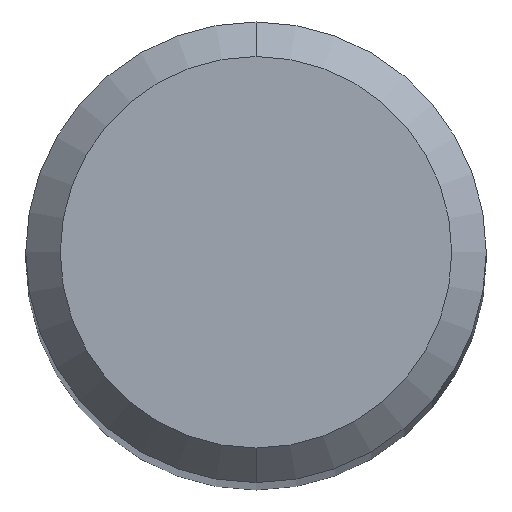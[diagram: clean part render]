
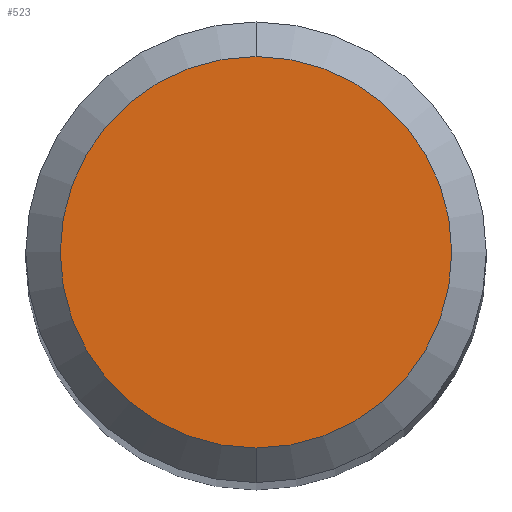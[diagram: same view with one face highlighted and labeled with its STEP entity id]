
A CAD part, top view. The second image highlights one B-rep face of the part: STEP entity #523.
In plain terms, the highlighted planar face has unit normal (0, 0, 1).
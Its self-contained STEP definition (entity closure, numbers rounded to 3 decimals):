
#369=EDGE_CURVE('',#589,#465,#1025,.T.);
#465=VERTEX_POINT('',#1129);
#523=ADVANCED_FACE('',(#1194),#1195,.T.);
#553=EDGE_CURVE('',#465,#589,#1230,.T.);
#589=VERTEX_POINT('',#1269);
#1025=CIRCLE('',#1780,1.7);
#1129=CARTESIAN_POINT('',(0.0,1.7,0.0));
#1194=FACE_OUTER_BOUND('',#2609,.T.);
#1195=PLANE('',#2610);
#1230=CIRCLE('',#2685,1.7);
#1269=CARTESIAN_POINT('',(0.,-1.7,0.0));
#1780=AXIS2_PLACEMENT_3D('',#4735,#4736,#4737);
#2609=EDGE_LOOP('',(#4940,#4941));
#2610=AXIS2_PLACEMENT_3D('',#4942,#4943,#4944);
#2685=AXIS2_PLACEMENT_3D('',#5015,#5016,#5017);
#4735=CARTESIAN_POINT('',(0.0,0.0,0.0));
#4736=DIRECTION('',(0.0,0.0,-1.0));
#4737=DIRECTION('',(0.0,1.0,0.0));
#4940=ORIENTED_EDGE('',*,*,#553,.F.);
#4941=ORIENTED_EDGE('',*,*,#369,.F.);
#4942=CARTESIAN_POINT('',(0.0,0.85,0.0));
#4943=DIRECTION('',(-0.0,0.0,1.0));
#4944=DIRECTION('',(0.0,-1.0,0.0));
#5015=CARTESIAN_POINT('',(0.0,0.0,0.0));
#5016=DIRECTION('',(0.0,0.0,-1.0));
#5017=DIRECTION('',(0.0,1.0,0.0));
